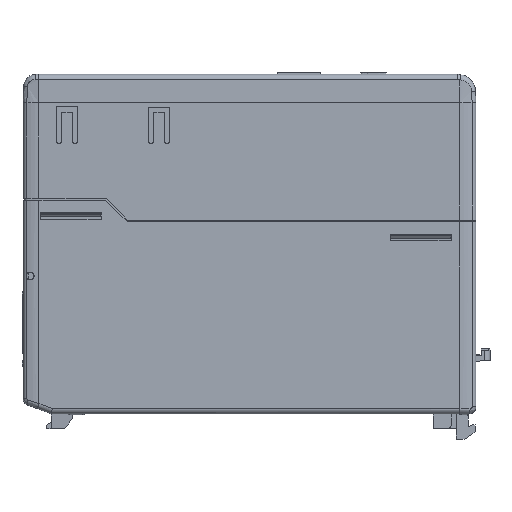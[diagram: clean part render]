
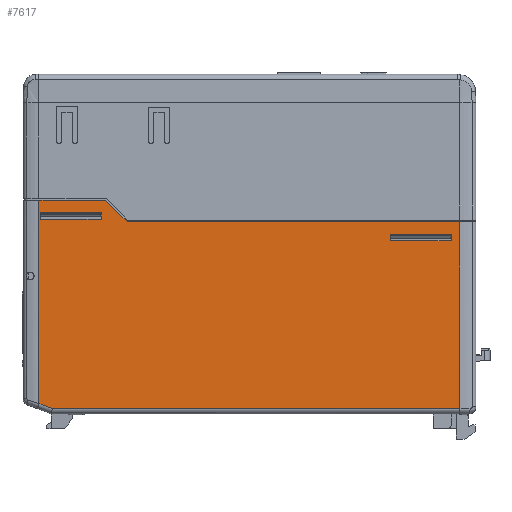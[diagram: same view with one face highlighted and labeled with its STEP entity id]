
A CAD part, left-side view. The second image highlights one B-rep face of the part: STEP entity #7617.
In plain terms, the highlighted planar face has unit normal (-1, 0, 0).
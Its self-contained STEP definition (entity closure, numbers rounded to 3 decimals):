
#1132 = DIRECTION ( 'NONE',  ( 0., 1., 0. ) ) ;
#1134 = DIRECTION ( 'NONE',  ( 1., 0., 0. ) ) ;
#1136 = CARTESIAN_POINT ( 'NONE',  ( 95.856, 90.358, 809.236 ) ) ;
#1139 = AXIS2_PLACEMENT_3D ( 'NONE', #1136, #1134, #1132 ) ;
#1140 = PLANE ( 'NONE',  #1139 ) ;
#1142 = FACE_BOUND ( 'NONE', #7690, .T. ) ;
#1144 = FACE_OUTER_BOUND ( 'NONE', #7737, .T. ) ;
#1146 = FACE_BOUND ( 'NONE', #7618, .T. ) ;
#5791 = VERTEX_POINT ( 'NONE', #24996 ) ;
#5818 = VERTEX_POINT ( 'NONE', #25062 ) ;
#5831 = VERTEX_POINT ( 'NONE', #25059 ) ;
#5838 = EDGE_CURVE ( 'NONE', #5791, #5831, #25044, .T. ) ;
#5846 = EDGE_CURVE ( 'NONE', #6116, #6124, #25093, .T. ) ;
#5855 = VERTEX_POINT ( 'NONE', #25073 ) ;
#5856 = VERTEX_POINT ( 'NONE', #25072 ) ;
#5858 = EDGE_CURVE ( 'NONE', #5855, #5856, #25071, .T. ) ;
#5867 = EDGE_CURVE ( 'NONE', #5818, #5855, #25116, .T. ) ;
#6116 = VERTEX_POINT ( 'NONE', #25162 ) ;
#6118 = EDGE_CURVE ( 'NONE', #5831, #6116, #25161, .T. ) ;
#6124 = VERTEX_POINT ( 'NONE', #25146 ) ;
#6125 = EDGE_CURVE ( 'NONE', #6124, #5791, #25145, .T. ) ;
#6143 = VERTEX_POINT ( 'NONE', #25217 ) ;
#6145 = EDGE_CURVE ( 'NONE', #5818, #6143, #25216, .T. ) ;
#6220 = VERTEX_POINT ( 'NONE', #23911 ) ;
#6283 = EDGE_CURVE ( 'NONE', #6335, #6220, #24003, .T. ) ;
#6322 = EDGE_CURVE ( 'NONE', #5856, #6143, #24070, .T. ) ;
#6332 = EDGE_CURVE ( 'NONE', #6333, #6335, #24056, .T. ) ;
#6333 = VERTEX_POINT ( 'NONE', #24112 ) ;
#6335 = VERTEX_POINT ( 'NONE', #24111 ) ;
#6634 = EDGE_CURVE ( 'NONE', #6638, #6333, #24732, .T. ) ;
#6638 = VERTEX_POINT ( 'NONE', #24726 ) ;
#6695 = VERTEX_POINT ( 'NONE', #25296 ) ;
#6718 = VERTEX_POINT ( 'NONE', #25334 ) ;
#6720 = EDGE_CURVE ( 'NONE', #6841, #6718, #25333, .T. ) ;
#6841 = VERTEX_POINT ( 'NONE', #25513 ) ;
#6845 = EDGE_CURVE ( 'NONE', #6695, #6841, #25564, .T. ) ;
#7293 = EDGE_CURVE ( 'NONE', #6638, #6718, #26337, .T. ) ;
#7355 = EDGE_CURVE ( 'NONE', #6220, #6695, #26430, .T. ) ;
#7588 = ORIENTED_EDGE ( 'NONE', *, *, #6125, .T. ) ;
#7589 = ORIENTED_EDGE ( 'NONE', *, *, #5838, .T. ) ;
#7590 = ORIENTED_EDGE ( 'NONE', *, *, #6118, .T. ) ;
#7617 = ADVANCED_FACE ( 'NONE', ( #1146, #1144, #1142 ), #1140, .F. ) ;
#7618 = EDGE_LOOP ( 'NONE', ( #7588, #7589, #7590, #7696 ) ) ;
#7667 = ORIENTED_EDGE ( 'NONE', *, *, #6322, .F. ) ;
#7668 = ORIENTED_EDGE ( 'NONE', *, *, #5858, .F. ) ;
#7681 = ORIENTED_EDGE ( 'NONE', *, *, #6634, .T. ) ;
#7687 = ORIENTED_EDGE ( 'NONE', *, *, #6845, .T. ) ;
#7688 = ORIENTED_EDGE ( 'NONE', *, *, #6720, .T. ) ;
#7689 = ORIENTED_EDGE ( 'NONE', *, *, #7293, .F. ) ;
#7690 = EDGE_LOOP ( 'NONE', ( #7691, #7692, #7667, #7668 ) ) ;
#7691 = ORIENTED_EDGE ( 'NONE', *, *, #5867, .F. ) ;
#7692 = ORIENTED_EDGE ( 'NONE', *, *, #6145, .T. ) ;
#7693 = ORIENTED_EDGE ( 'NONE', *, *, #6332, .T. ) ;
#7694 = ORIENTED_EDGE ( 'NONE', *, *, #6283, .T. ) ;
#7695 = ORIENTED_EDGE ( 'NONE', *, *, #7355, .T. ) ;
#7696 = ORIENTED_EDGE ( 'NONE', *, *, #5846, .T. ) ;
#7737 = EDGE_LOOP ( 'NONE', ( #7681, #7693, #7694, #7695, #7687, #7688, #7689 ) ) ;
#23911 = CARTESIAN_POINT ( 'NONE',  ( 95.856, 115.28, -130.355 ) ) ;
#24000 = DIRECTION ( 'NONE',  ( 0., 1., 0. ) ) ;
#24001 = VECTOR ( 'NONE', #24000, 1000. ) ;
#24002 = CARTESIAN_POINT ( 'NONE',  ( 95.856, 0., -130.355 ) ) ;
#24003 = LINE ( 'NONE', #24002, #24001 ) ;
#24053 = CARTESIAN_POINT ( 'NONE',  ( 95.856, 90.358, -136.426 ) ) ;
#24056 = LINE ( 'NONE', #24053, #24114 ) ;
#24067 = DIRECTION ( 'NONE',  ( 0., -0.017, -1. ) ) ;
#24068 = VECTOR ( 'NONE', #24067, 1000. ) ;
#24069 = CARTESIAN_POINT ( 'NONE',  ( 95.856, 15.98, -135.926 ) ) ;
#24070 = LINE ( 'NONE', #24069, #24068 ) ;
#24111 = CARTESIAN_POINT ( 'NONE',  ( 95.856, 96.429, -130.355 ) ) ;
#24112 = CARTESIAN_POINT ( 'NONE',  ( 95.856, 90.358, -136.426 ) ) ;
#24113 = DIRECTION ( 'NONE',  ( 0., 0.707, 0.707 ) ) ;
#24114 = VECTOR ( 'NONE', #24113, 1000. ) ;
#24726 = CARTESIAN_POINT ( 'NONE',  ( 95.856, -3.803, -136.426 ) ) ;
#24727 = DIRECTION ( 'NONE',  ( 0., 1., 0. ) ) ;
#24728 = VECTOR ( 'NONE', #24727, 1000. ) ;
#24729 = CARTESIAN_POINT ( 'NONE',  ( 95.856, 0., -136.426 ) ) ;
#24732 = LINE ( 'NONE', #24729, #24728 ) ;
#24996 = CARTESIAN_POINT ( 'NONE',  ( 95.856, 97.65, -133.855 ) ) ;
#25041 = DIRECTION ( 'NONE',  ( 0., 0.017, -1. ) ) ;
#25042 = VECTOR ( 'NONE', #25041, 1000. ) ;
#25043 = CARTESIAN_POINT ( 'NONE',  ( 95.856, 81.191, 809.076 ) ) ;
#25044 = LINE ( 'NONE', #25043, #25042 ) ;
#25059 = CARTESIAN_POINT ( 'NONE',  ( 95.856, 97.683, -135.755 ) ) ;
#25062 = CARTESIAN_POINT ( 'NONE',  ( 95.856, -1.317, -141.826 ) ) ;
#25068 = DIRECTION ( 'NONE',  ( 0., 1., 0. ) ) ;
#25069 = VECTOR ( 'NONE', #25068, 1000. ) ;
#25070 = CARTESIAN_POINT ( 'NONE',  ( 95.856, -1.42, -139.926 ) ) ;
#25071 = LINE ( 'NONE', #25070, #25069 ) ;
#25072 = CARTESIAN_POINT ( 'NONE',  ( 95.856, 15.91, -139.926 ) ) ;
#25073 = CARTESIAN_POINT ( 'NONE',  ( 95.856, -1.35, -139.926 ) ) ;
#25090 = DIRECTION ( 'NONE',  ( 0., 0.017, 1. ) ) ;
#25091 = VECTOR ( 'NONE', #25090, 1000. ) ;
#25092 = CARTESIAN_POINT ( 'NONE',  ( 95.856, 131.36, 808.52 ) ) ;
#25093 = LINE ( 'NONE', #25092, #25091 ) ;
#25113 = DIRECTION ( 'NONE',  ( 0., -0.017, 1. ) ) ;
#25114 = VECTOR ( 'NONE', #25113, 1000. ) ;
#25115 = CARTESIAN_POINT ( 'NONE',  ( 95.856, -1.42, -135.926 ) ) ;
#25116 = LINE ( 'NONE', #25115, #25114 ) ;
#25142 = DIRECTION ( 'NONE',  ( 0., -1., 0. ) ) ;
#25143 = VECTOR ( 'NONE', #25142, 1000. ) ;
#25144 = CARTESIAN_POINT ( 'NONE',  ( 95.856, 114.98, -133.855 ) ) ;
#25145 = LINE ( 'NONE', #25144, #25143 ) ;
#25146 = CARTESIAN_POINT ( 'NONE',  ( 95.856, 114.91, -133.855 ) ) ;
#25158 = DIRECTION ( 'NONE',  ( 0., 1., 0. ) ) ;
#25159 = VECTOR ( 'NONE', #25158, 1000. ) ;
#25160 = CARTESIAN_POINT ( 'NONE',  ( 95.856, 97.58, -135.755 ) ) ;
#25161 = LINE ( 'NONE', #25160, #25159 ) ;
#25162 = CARTESIAN_POINT ( 'NONE',  ( 95.856, 114.877, -135.755 ) ) ;
#25213 = DIRECTION ( 'NONE',  ( 0., 1., 0. ) ) ;
#25214 = VECTOR ( 'NONE', #25213, 1000. ) ;
#25215 = CARTESIAN_POINT ( 'NONE',  ( 95.856, -1.42, -141.826 ) ) ;
#25216 = LINE ( 'NONE', #25215, #25214 ) ;
#25217 = CARTESIAN_POINT ( 'NONE',  ( 95.856, 15.877, -141.826 ) ) ;
#25296 = CARTESIAN_POINT ( 'NONE',  ( 95.856, 115.28, -187.85 ) ) ;
#25332 = CARTESIAN_POINT ( 'NONE',  ( 95.856, 90.358, -189.264 ) ) ;
#25333 = LINE ( 'NONE', #25332, #25384 ) ;
#25334 = CARTESIAN_POINT ( 'NONE',  ( 95.856, -3.803, -189.264 ) ) ;
#25383 = DIRECTION ( 'NONE',  ( 0., -1., 0. ) ) ;
#25384 = VECTOR ( 'NONE', #25383, 1000. ) ;
#25513 = CARTESIAN_POINT ( 'NONE',  ( 95.856, 111.51, -189.264 ) ) ;
#25561 = DIRECTION ( 'NONE',  ( 0., -0.936, -0.351 ) ) ;
#25562 = VECTOR ( 'NONE', #25561, 1000. ) ;
#25563 = CARTESIAN_POINT ( 'NONE',  ( 95.856, 421.292, -73.071 ) ) ;
#25564 = LINE ( 'NONE', #25563, #25562 ) ;
#26334 = DIRECTION ( 'NONE',  ( 0., 0., -1. ) ) ;
#26335 = VECTOR ( 'NONE', #26334, 1000. ) ;
#26336 = CARTESIAN_POINT ( 'NONE',  ( 95.856, -3.803, 809.236 ) ) ;
#26337 = LINE ( 'NONE', #26336, #26335 ) ;
#26424 = DIRECTION ( 'NONE',  ( 0., 0., -1. ) ) ;
#26425 = VECTOR ( 'NONE', #26424, 1000. ) ;
#26426 = CARTESIAN_POINT ( 'NONE',  ( 95.856, 115.28, 809.236 ) ) ;
#26430 = LINE ( 'NONE', #26426, #26425 ) ;
